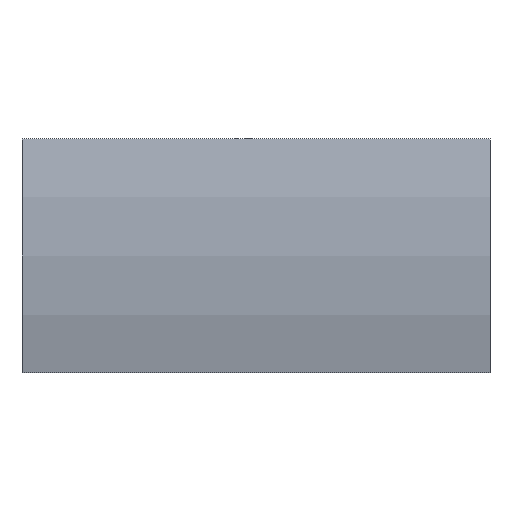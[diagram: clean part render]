
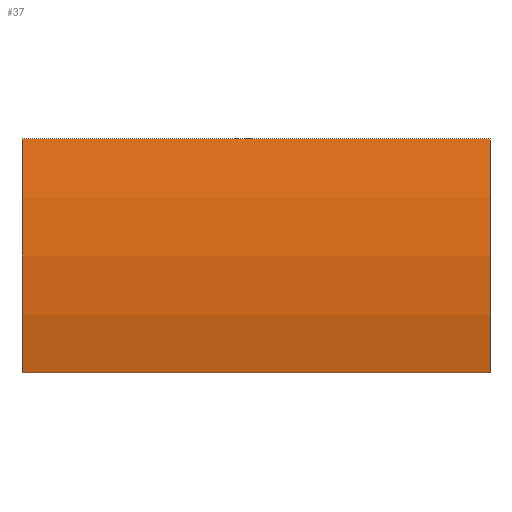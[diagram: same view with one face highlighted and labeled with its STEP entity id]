
A CAD part, left-side view. The second image highlights one B-rep face of the part: STEP entity #37.
In plain terms, the highlighted cylindrical face has radius 38.78 mm (diameter 77.56 mm), a partial arc.
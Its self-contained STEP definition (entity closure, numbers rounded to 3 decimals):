
#4 = CARTESIAN_POINT ( 'NONE',  ( -33.113, 0., -10. ) ) ;
#8 = DIRECTION ( 'NONE',  ( 0., 0., 1. ) ) ;
#16 = EDGE_CURVE ( 'NONE', #151, #60, #87, .T. ) ;
#20 = CARTESIAN_POINT ( 'NONE',  ( -33.113, 0., 10. ) ) ;
#22 = VERTEX_POINT ( 'NONE', #4 ) ;
#33 = CIRCLE ( 'NONE', #177, 38.78 ) ;
#34 = EDGE_CURVE ( 'NONE', #56, #151, #33, .T. ) ;
#35 = CARTESIAN_POINT ( 'NONE',  ( -33.113, 40., -10. ) ) ;
#37 = ADVANCED_FACE ( 'NONE', ( #85 ), #124, .T. ) ;
#39 = EDGE_CURVE ( 'NONE', #22, #60, #108, .T. ) ;
#45 = DIRECTION ( 'NONE',  ( 0., -1., 0. ) ) ;
#55 = DIRECTION ( 'NONE',  ( 0., -1., 0. ) ) ;
#56 = VERTEX_POINT ( 'NONE', #35 ) ;
#60 = VERTEX_POINT ( 'NONE', #20 ) ;
#65 = CARTESIAN_POINT ( 'NONE',  ( 4.355, 40., 0. ) ) ;
#67 = EDGE_LOOP ( 'NONE', ( #175, #198, #78, #176 ) ) ;
#78 = ORIENTED_EDGE ( 'NONE', *, *, #34, .F. ) ;
#85 = FACE_OUTER_BOUND ( 'NONE', #67, .T. ) ;
#86 = DIRECTION ( 'NONE',  ( 0., -1., 0. ) ) ;
#87 = LINE ( 'NONE', #182, #190 ) ;
#93 = EDGE_CURVE ( 'NONE', #56, #22, #102, .T. ) ;
#95 = AXIS2_PLACEMENT_3D ( 'NONE', #65, #45, #163 ) ;
#102 = LINE ( 'NONE', #202, #155 ) ;
#108 = CIRCLE ( 'NONE', #133, 38.78 ) ;
#124 = CYLINDRICAL_SURFACE ( 'NONE', #95, 38.78 ) ;
#128 = DIRECTION ( 'NONE',  ( 0., 0., 1. ) ) ;
#133 = AXIS2_PLACEMENT_3D ( 'NONE', #169, #142, #128 ) ;
#136 = CARTESIAN_POINT ( 'NONE',  ( 4.355, 40., 0. ) ) ;
#142 = DIRECTION ( 'NONE',  ( 0., 1., 0. ) ) ;
#151 = VERTEX_POINT ( 'NONE', #170 ) ;
#155 = VECTOR ( 'NONE', #86, 1000. ) ;
#163 = DIRECTION ( 'NONE',  ( 0., 0., -1. ) ) ;
#169 = CARTESIAN_POINT ( 'NONE',  ( 4.355, 0., 0. ) ) ;
#170 = CARTESIAN_POINT ( 'NONE',  ( -33.113, 40., 10. ) ) ;
#175 = ORIENTED_EDGE ( 'NONE', *, *, #39, .T. ) ;
#176 = ORIENTED_EDGE ( 'NONE', *, *, #93, .T. ) ;
#177 = AXIS2_PLACEMENT_3D ( 'NONE', #136, #180, #8 ) ;
#180 = DIRECTION ( 'NONE',  ( 0., 1., 0. ) ) ;
#182 = CARTESIAN_POINT ( 'NONE',  ( -33.113, 40., 10. ) ) ;
#190 = VECTOR ( 'NONE', #55, 1000. ) ;
#198 = ORIENTED_EDGE ( 'NONE', *, *, #16, .F. ) ;
#202 = CARTESIAN_POINT ( 'NONE',  ( -33.113, 40., -10. ) ) ;
